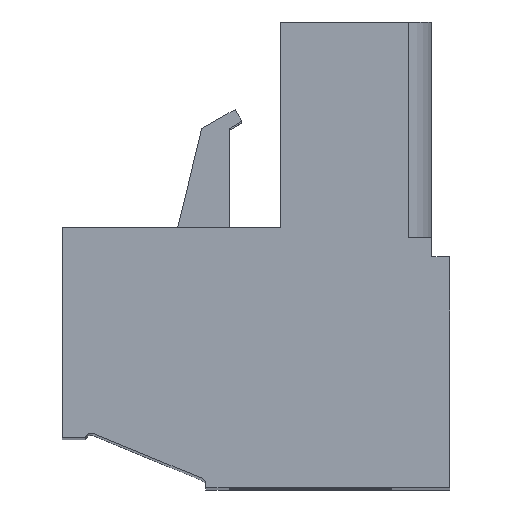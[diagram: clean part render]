
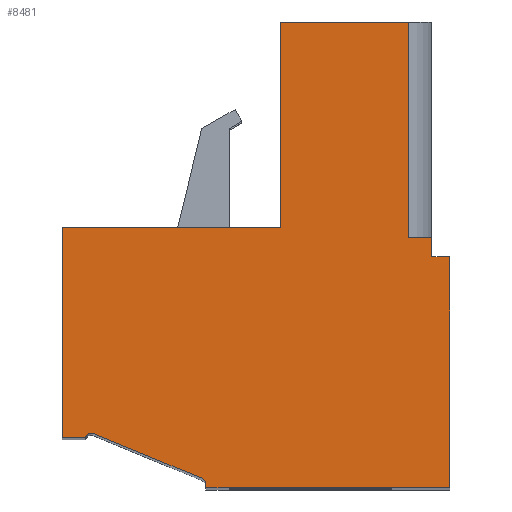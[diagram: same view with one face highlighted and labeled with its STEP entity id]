
A CAD part, top view. The second image highlights one B-rep face of the part: STEP entity #8481.
In plain terms, the highlighted planar face has unit normal (0, 0, 1).
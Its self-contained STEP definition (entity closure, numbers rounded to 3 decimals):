
#28 = LINE ( 'NONE', #13433, #11068 ) ;
#29 = DIRECTION ( 'NONE',  ( 0., -1., 0. ) ) ;
#73 = ORIENTED_EDGE ( 'NONE', *, *, #12231, .T. ) ;
#129 = CARTESIAN_POINT ( 'NONE',  ( 14.4, 9., 0. ) ) ;
#371 = LINE ( 'NONE', #4860, #10756 ) ;
#395 = CARTESIAN_POINT ( 'NONE',  ( 14.4, 9.75, 0. ) ) ;
#497 = VECTOR ( 'NONE', #12665, 1000. ) ;
#505 = EDGE_CURVE ( 'NONE', #7249, #4448, #4137, .T. ) ;
#565 = DIRECTION ( 'NONE',  ( 1., 0., 0. ) ) ;
#582 = CARTESIAN_POINT ( 'NONE',  ( 15.1, 9., 0. ) ) ;
#609 = ORIENTED_EDGE ( 'NONE', *, *, #13030, .T. ) ;
#1062 = VECTOR ( 'NONE', #5962, 1000. ) ;
#1127 = ORIENTED_EDGE ( 'NONE', *, *, #3799, .F. ) ;
#1418 = CARTESIAN_POINT ( 'NONE',  ( 5.6, 0., 0. ) ) ;
#1534 = CIRCLE ( 'NONE', #8074, 0.25 ) ;
#1604 = ORIENTED_EDGE ( 'NONE', *, *, #7895, .T. ) ;
#1614 = VERTEX_POINT ( 'NONE', #6439 ) ;
#1615 = DIRECTION ( 'NONE',  ( -1., 0., 0. ) ) ;
#1713 = CARTESIAN_POINT ( 'NONE',  ( 14.4, 9., 0. ) ) ;
#1766 = CARTESIAN_POINT ( 'NONE',  ( 0.9, 2.25, 0. ) ) ;
#1874 = VERTEX_POINT ( 'NONE', #1713 ) ;
#2183 = ORIENTED_EDGE ( 'NONE', *, *, #6970, .T. ) ;
#2342 = EDGE_CURVE ( 'NONE', #1874, #7779, #10796, .T. ) ;
#2397 = ORIENTED_EDGE ( 'NONE', *, *, #2405, .T. ) ;
#2405 = EDGE_CURVE ( 'NONE', #4448, #10661, #1534, .T. ) ;
#2515 = VERTEX_POINT ( 'NONE', #5610 ) ;
#2631 = PLANE ( 'NONE',  #12683 ) ;
#2685 = ORIENTED_EDGE ( 'NONE', *, *, #505, .T. ) ;
#3189 = EDGE_CURVE ( 'NONE', #10621, #7249, #8000, .T. ) ;
#3194 = DIRECTION ( 'NONE',  ( 0., 1., 0. ) ) ;
#3382 = DIRECTION ( 'NONE',  ( 0., 0., -1. ) ) ;
#3395 = CARTESIAN_POINT ( 'NONE',  ( 0., 9.75, 0. ) ) ;
#3580 = CARTESIAN_POINT ( 'NONE',  ( 0.9, 1.95, 0. ) ) ;
#3616 = EDGE_CURVE ( 'NONE', #4965, #10939, #371, .T. ) ;
#3701 = LINE ( 'NONE', #3965, #11641 ) ;
#3730 = VERTEX_POINT ( 'NONE', #5040 ) ;
#3799 = EDGE_CURVE ( 'NONE', #4965, #2515, #9575, .T. ) ;
#3965 = CARTESIAN_POINT ( 'NONE',  ( 8.5, 10.15, 0. ) ) ;
#4078 = DIRECTION ( 'NONE',  ( 0., -1., 0. ) ) ;
#4137 = LINE ( 'NONE', #1766, #1062 ) ;
#4221 = DIRECTION ( 'NONE',  ( 0., 0., -1. ) ) ;
#4303 = LINE ( 'NONE', #3395, #12267 ) ;
#4409 = EDGE_CURVE ( 'NONE', #10661, #8371, #10053, .T. ) ;
#4433 = DIRECTION ( 'NONE',  ( -1., 0., 0. ) ) ;
#4448 = VERTEX_POINT ( 'NONE', #8358 ) ;
#4815 = VECTOR ( 'NONE', #8718, 1000. ) ;
#4860 = CARTESIAN_POINT ( 'NONE',  ( 14.4, 18.15, 0. ) ) ;
#4935 = LINE ( 'NONE', #6767, #5254 ) ;
#4951 = VECTOR ( 'NONE', #3194, 1000. ) ;
#4965 = VERTEX_POINT ( 'NONE', #9521 ) ;
#5040 = CARTESIAN_POINT ( 'NONE',  ( 15.1, 9., 0. ) ) ;
#5152 = CARTESIAN_POINT ( 'NONE',  ( 8.5, 18.15, 0. ) ) ;
#5188 = VECTOR ( 'NONE', #29, 1000. ) ;
#5254 = VECTOR ( 'NONE', #565, 1000. ) ;
#5412 = CARTESIAN_POINT ( 'NONE',  ( 15.1, 0., 0. ) ) ;
#5610 = CARTESIAN_POINT ( 'NONE',  ( 13.5, 9.75, 0. ) ) ;
#5781 = DIRECTION ( 'NONE',  ( 0., 0., 1. ) ) ;
#5962 = DIRECTION ( 'NONE',  ( 0.924, -0.383, 0. ) ) ;
#6238 = CARTESIAN_POINT ( 'NONE',  ( 5.6, 0.3, 0. ) ) ;
#6439 = CARTESIAN_POINT ( 'NONE',  ( 0., 1.95, 0. ) ) ;
#6613 = VERTEX_POINT ( 'NONE', #7812 ) ;
#6767 = CARTESIAN_POINT ( 'NONE',  ( 5.6, 0., 0. ) ) ;
#6769 = CARTESIAN_POINT ( 'NONE',  ( 0., 0., 0. ) ) ;
#6829 = VECTOR ( 'NONE', #4078, 1000. ) ;
#6900 = DIRECTION ( 'NONE',  ( -1., 0., 0. ) ) ;
#6970 = EDGE_CURVE ( 'NONE', #6613, #3730, #11197, .T. ) ;
#7022 = CARTESIAN_POINT ( 'NONE',  ( 0., 10.15, 0. ) ) ;
#7215 = DIRECTION ( 'NONE',  ( 1., 0., 0. ) ) ;
#7249 = VERTEX_POINT ( 'NONE', #7690 ) ;
#7464 = ORIENTED_EDGE ( 'NONE', *, *, #8067, .T. ) ;
#7555 = LINE ( 'NONE', #10811, #4815 ) ;
#7662 = LINE ( 'NONE', #11023, #12874 ) ;
#7690 = CARTESIAN_POINT ( 'NONE',  ( 1.236, 2.111, 0. ) ) ;
#7779 = VERTEX_POINT ( 'NONE', #395 ) ;
#7812 = CARTESIAN_POINT ( 'NONE',  ( 15.1, 0., 0. ) ) ;
#7895 = EDGE_CURVE ( 'NONE', #3730, #1874, #11170, .T. ) ;
#8000 = CIRCLE ( 'NONE', #12184, 0.25 ) ;
#8067 = EDGE_CURVE ( 'NONE', #8081, #12315, #3701, .T. ) ;
#8074 = AXIS2_PLACEMENT_3D ( 'NONE', #9590, #3382, #10638 ) ;
#8081 = VERTEX_POINT ( 'NONE', #10219 ) ;
#8358 = CARTESIAN_POINT ( 'NONE',  ( 5.446, 0.364, 0. ) ) ;
#8371 = VERTEX_POINT ( 'NONE', #1418 ) ;
#8387 = EDGE_CURVE ( 'NONE', #12315, #1614, #7555, .T. ) ;
#8399 = VECTOR ( 'NONE', #1615, 1000. ) ;
#8481 = ADVANCED_FACE ( 'NONE', ( #9334 ), #2631, .T. ) ;
#8660 = EDGE_CURVE ( 'NONE', #7779, #2515, #4303, .T. ) ;
#8718 = DIRECTION ( 'NONE',  ( 0., -1., 0. ) ) ;
#9239 = CARTESIAN_POINT ( 'NONE',  ( 13.5, 0., 0. ) ) ;
#9334 = FACE_OUTER_BOUND ( 'NONE', #13241, .T. ) ;
#9521 = CARTESIAN_POINT ( 'NONE',  ( 13.5, 18.15, 0. ) ) ;
#9575 = LINE ( 'NONE', #9239, #6829 ) ;
#9590 = CARTESIAN_POINT ( 'NONE',  ( 5.35, 0.133, 0. ) ) ;
#9852 = EDGE_CURVE ( 'NONE', #8371, #6613, #4935, .T. ) ;
#10053 = LINE ( 'NONE', #6238, #5188 ) ;
#10219 = CARTESIAN_POINT ( 'NONE',  ( 8.5, 10.15, 0. ) ) ;
#10434 = CARTESIAN_POINT ( 'NONE',  ( 1.14, 1.88, 0. ) ) ;
#10621 = VERTEX_POINT ( 'NONE', #3580 ) ;
#10638 = DIRECTION ( 'NONE',  ( 1., 0., 0. ) ) ;
#10661 = VERTEX_POINT ( 'NONE', #12972 ) ;
#10756 = VECTOR ( 'NONE', #6900, 1000. ) ;
#10796 = LINE ( 'NONE', #129, #4951 ) ;
#10811 = CARTESIAN_POINT ( 'NONE',  ( 0., 10.15, 0. ) ) ;
#10939 = VERTEX_POINT ( 'NONE', #5152 ) ;
#11023 = CARTESIAN_POINT ( 'NONE',  ( 8.5, 18.15, 0. ) ) ;
#11068 = VECTOR ( 'NONE', #7215, 1000. ) ;
#11144 = ORIENTED_EDGE ( 'NONE', *, *, #8387, .T. ) ;
#11170 = LINE ( 'NONE', #582, #8399 ) ;
#11197 = LINE ( 'NONE', #5412, #497 ) ;
#11226 = DIRECTION ( 'NONE',  ( -1., 0., 0. ) ) ;
#11470 = DIRECTION ( 'NONE',  ( 1., 0., 0. ) ) ;
#11641 = VECTOR ( 'NONE', #11226, 1000. ) ;
#11952 = ORIENTED_EDGE ( 'NONE', *, *, #3189, .T. ) ;
#12058 = DIRECTION ( 'NONE',  ( 0., -1., 0. ) ) ;
#12070 = ORIENTED_EDGE ( 'NONE', *, *, #8660, .T. ) ;
#12153 = ORIENTED_EDGE ( 'NONE', *, *, #4409, .T. ) ;
#12184 = AXIS2_PLACEMENT_3D ( 'NONE', #10434, #4221, #11470 ) ;
#12231 = EDGE_CURVE ( 'NONE', #10939, #8081, #7662, .T. ) ;
#12267 = VECTOR ( 'NONE', #4433, 1000. ) ;
#12315 = VERTEX_POINT ( 'NONE', #7022 ) ;
#12665 = DIRECTION ( 'NONE',  ( 0., 1., 0. ) ) ;
#12683 = AXIS2_PLACEMENT_3D ( 'NONE', #6769, #5781, #13033 ) ;
#12874 = VECTOR ( 'NONE', #12058, 1000. ) ;
#12972 = CARTESIAN_POINT ( 'NONE',  ( 5.6, 0.133, 0. ) ) ;
#13030 = EDGE_CURVE ( 'NONE', #1614, #10621, #28, .T. ) ;
#13033 = DIRECTION ( 'NONE',  ( 1., 0., 0. ) ) ;
#13241 = EDGE_LOOP ( 'NONE', ( #1127, #13370, #73, #7464, #11144, #609, #11952, #2685, #2397, #12153, #13396, #2183, #1604, #13293, #12070 ) ) ;
#13293 = ORIENTED_EDGE ( 'NONE', *, *, #2342, .T. ) ;
#13370 = ORIENTED_EDGE ( 'NONE', *, *, #3616, .T. ) ;
#13396 = ORIENTED_EDGE ( 'NONE', *, *, #9852, .T. ) ;
#13433 = CARTESIAN_POINT ( 'NONE',  ( 0.9, 1.95, 0. ) ) ;
